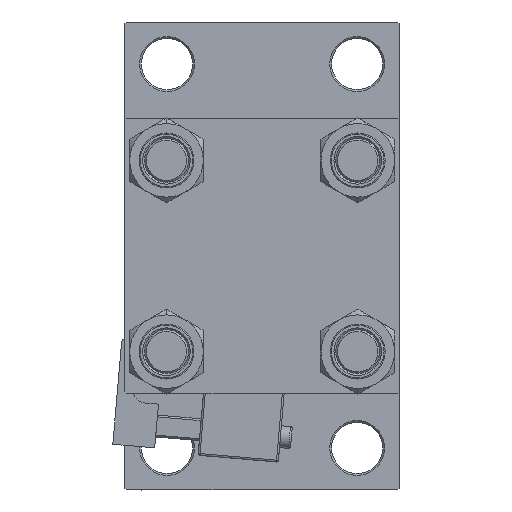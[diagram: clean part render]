
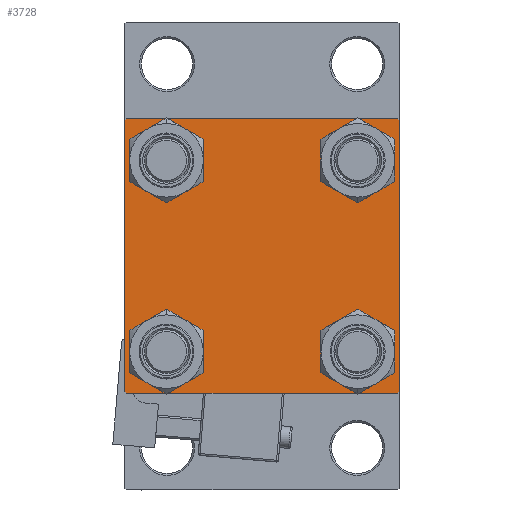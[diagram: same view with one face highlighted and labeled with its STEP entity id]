
A CAD part, left-side view. The second image highlights one B-rep face of the part: STEP entity #3728.
In plain terms, the highlighted planar face has unit normal (-1, 0, 0).
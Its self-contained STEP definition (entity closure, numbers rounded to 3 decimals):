
#178 = EDGE_CURVE ( 'NONE', #2187, #35946, #8953, .T. ) ;
#814 = LINE ( 'NONE', #27655, #22709 ) ;
#1333 = CARTESIAN_POINT ( 'NONE',  ( 0., 37.5, -37. ) ) ;
#1461 = CARTESIAN_POINT ( 'NONE',  ( 0., 26.15, 26.15 ) ) ;
#1757 = ORIENTED_EDGE ( 'NONE', *, *, #2830, .T. ) ;
#2013 = DIRECTION ( 'NONE',  ( 1., 0., 0. ) ) ;
#2187 = VERTEX_POINT ( 'NONE', #17999 ) ;
#2830 = EDGE_CURVE ( 'NONE', #35089, #17136, #13517, .T. ) ;
#3013 = ORIENTED_EDGE ( 'NONE', *, *, #45381, .T. ) ;
#3728 = ADVANCED_FACE ( 'NONE', ( #12983, #17273, #5381, #21316, #43848 ), #24358, .T. ) ;
#4399 = VERTEX_POINT ( 'NONE', #11613 ) ;
#4612 = DIRECTION ( 'NONE',  ( 0., 0.707, -0.707 ) ) ;
#4634 = VERTEX_POINT ( 'NONE', #33096 ) ;
#5381 = FACE_BOUND ( 'NONE', #9500, .T. ) ;
#6377 = CARTESIAN_POINT ( 'NONE',  ( 0., 37.5, 37.5 ) ) ;
#6400 = CIRCLE ( 'NONE', #8835, 6.5 ) ;
#7439 = CARTESIAN_POINT ( 'NONE',  ( 0., -26.15, 19.65 ) ) ;
#7908 = EDGE_CURVE ( 'NONE', #33822, #44996, #12857, .T. ) ;
#8363 = VERTEX_POINT ( 'NONE', #1333 ) ;
#8398 = CARTESIAN_POINT ( 'NONE',  ( 0., 26.15, 26.15 ) ) ;
#8835 = AXIS2_PLACEMENT_3D ( 'NONE', #8398, #35717, #9397 ) ;
#8953 = CIRCLE ( 'NONE', #26751, 6.5 ) ;
#9134 = AXIS2_PLACEMENT_3D ( 'NONE', #24998, #25503, #9828 ) ;
#9374 = ORIENTED_EDGE ( 'NONE', *, *, #31254, .T. ) ;
#9397 = DIRECTION ( 'NONE',  ( 0., 0., 1. ) ) ;
#9500 = EDGE_LOOP ( 'NONE', ( #1757, #37982 ) ) ;
#9563 = VECTOR ( 'NONE', #43145, 1000. ) ;
#9828 = DIRECTION ( 'NONE',  ( 0., 0., 1. ) ) ;
#10212 = EDGE_CURVE ( 'NONE', #37131, #31842, #34528, .T. ) ;
#10607 = EDGE_CURVE ( 'NONE', #44996, #33822, #12167, .T. ) ;
#11459 = ORIENTED_EDGE ( 'NONE', *, *, #13967, .F. ) ;
#11505 = EDGE_CURVE ( 'NONE', #21404, #19519, #814, .T. ) ;
#11509 = EDGE_CURVE ( 'NONE', #46459, #41708, #31449, .T. ) ;
#11613 = CARTESIAN_POINT ( 'NONE',  ( 0., -26.15, -19.65 ) ) ;
#12161 = VECTOR ( 'NONE', #25505, 1000. ) ;
#12167 = CIRCLE ( 'NONE', #21885, 6.5 ) ;
#12778 = CARTESIAN_POINT ( 'NONE',  ( 0., 37.25, -37.25 ) ) ;
#12797 = VERTEX_POINT ( 'NONE', #41901 ) ;
#12857 = CIRCLE ( 'NONE', #16099, 6.5 ) ;
#12983 = FACE_BOUND ( 'NONE', #18842, .T. ) ;
#13038 = VECTOR ( 'NONE', #4612, 1000. ) ;
#13133 = CARTESIAN_POINT ( 'NONE',  ( 0., -37.5, 37.5 ) ) ;
#13517 = CIRCLE ( 'NONE', #32070, 6.5 ) ;
#13959 = DIRECTION ( 'NONE',  ( 0., 0., 1. ) ) ;
#13967 = EDGE_CURVE ( 'NONE', #21404, #4634, #17178, .T. ) ;
#14494 = DIRECTION ( 'NONE',  ( 1., 0., 0. ) ) ;
#14965 = VECTOR ( 'NONE', #39058, 1000. ) ;
#15109 = CARTESIAN_POINT ( 'NONE',  ( 0., 26.15, -19.65 ) ) ;
#15767 = DIRECTION ( 'NONE',  ( 1., 0., 0. ) ) ;
#15813 = CIRCLE ( 'NONE', #18267, 6.5 ) ;
#16099 = AXIS2_PLACEMENT_3D ( 'NONE', #32149, #2013, #25970 ) ;
#16269 = CARTESIAN_POINT ( 'NONE',  ( 0., 26.15, -26.15 ) ) ;
#16368 = CARTESIAN_POINT ( 'NONE',  ( 0., -37.25, -37.25 ) ) ;
#16763 = CARTESIAN_POINT ( 'NONE',  ( 0., 37.25, 37.25 ) ) ;
#17136 = VERTEX_POINT ( 'NONE', #26860 ) ;
#17178 = LINE ( 'NONE', #13133, #12161 ) ;
#17273 = FACE_BOUND ( 'NONE', #28481, .T. ) ;
#17999 = CARTESIAN_POINT ( 'NONE',  ( 0., 26.15, 19.65 ) ) ;
#18267 = AXIS2_PLACEMENT_3D ( 'NONE', #46655, #20581, #46397 ) ;
#18463 = EDGE_LOOP ( 'NONE', ( #3013, #31336 ) ) ;
#18539 = EDGE_CURVE ( 'NONE', #17136, #35089, #37409, .T. ) ;
#18842 = EDGE_LOOP ( 'NONE', ( #39074, #29267 ) ) ;
#19178 = ORIENTED_EDGE ( 'NONE', *, *, #22233, .T. ) ;
#19519 = VERTEX_POINT ( 'NONE', #46757 ) ;
#19910 = ORIENTED_EDGE ( 'NONE', *, *, #11509, .T. ) ;
#20550 = EDGE_LOOP ( 'NONE', ( #44365, #36872, #34895, #23117, #11459, #49519, #41571, #19910 ) ) ;
#20581 = DIRECTION ( 'NONE',  ( 1., 0., 0. ) ) ;
#20797 = CARTESIAN_POINT ( 'NONE',  ( 0., 37.5, 37. ) ) ;
#21316 = FACE_BOUND ( 'NONE', #18463, .T. ) ;
#21404 = VERTEX_POINT ( 'NONE', #36776 ) ;
#21885 = AXIS2_PLACEMENT_3D ( 'NONE', #40774, #24831, #13959 ) ;
#22162 = CIRCLE ( 'NONE', #45556, 6.5 ) ;
#22233 = EDGE_CURVE ( 'NONE', #4399, #12797, #22162, .T. ) ;
#22709 = VECTOR ( 'NONE', #28394, 1000. ) ;
#23117 = ORIENTED_EDGE ( 'NONE', *, *, #38973, .T. ) ;
#23465 = LINE ( 'NONE', #16368, #32938 ) ;
#23612 = LINE ( 'NONE', #27411, #14965 ) ;
#24358 = PLANE ( 'NONE',  #36956 ) ;
#24831 = DIRECTION ( 'NONE',  ( 1., 0., 0. ) ) ;
#24998 = CARTESIAN_POINT ( 'NONE',  ( 0., 26.15, -26.15 ) ) ;
#25210 = EDGE_CURVE ( 'NONE', #41708, #8363, #23612, .T. ) ;
#25503 = DIRECTION ( 'NONE',  ( 1., 0., 0. ) ) ;
#25505 = DIRECTION ( 'NONE',  ( 0., 0., -1. ) ) ;
#25820 = CARTESIAN_POINT ( 'NONE',  ( 0., 37., 37.5 ) ) ;
#25970 = DIRECTION ( 'NONE',  ( 0., 0., 1. ) ) ;
#26751 = AXIS2_PLACEMENT_3D ( 'NONE', #1461, #33098, #48785 ) ;
#26860 = CARTESIAN_POINT ( 'NONE',  ( 0., 26.15, -32.65 ) ) ;
#27411 = CARTESIAN_POINT ( 'NONE',  ( 0., 37.5, 37.5 ) ) ;
#27655 = CARTESIAN_POINT ( 'NONE',  ( 0., -37.25, 37.25 ) ) ;
#28394 = DIRECTION ( 'NONE',  ( 0., 0.707, 0.707 ) ) ;
#28409 = DIRECTION ( 'NONE',  ( 0., 0., 1. ) ) ;
#28481 = EDGE_LOOP ( 'NONE', ( #19178, #9374 ) ) ;
#29161 = CARTESIAN_POINT ( 'NONE',  ( 0., 0., 0. ) ) ;
#29267 = ORIENTED_EDGE ( 'NONE', *, *, #10607, .T. ) ;
#30737 = DIRECTION ( 'NONE',  ( 0., -1., 0. ) ) ;
#31254 = EDGE_CURVE ( 'NONE', #12797, #4399, #15813, .T. ) ;
#31336 = ORIENTED_EDGE ( 'NONE', *, *, #178, .T. ) ;
#31375 = EDGE_CURVE ( 'NONE', #46459, #19519, #32971, .T. ) ;
#31449 = LINE ( 'NONE', #16763, #13038 ) ;
#31708 = DIRECTION ( 'NONE',  ( 0., 0., 1. ) ) ;
#31842 = VERTEX_POINT ( 'NONE', #47224 ) ;
#32070 = AXIS2_PLACEMENT_3D ( 'NONE', #16269, #15767, #31708 ) ;
#32149 = CARTESIAN_POINT ( 'NONE',  ( 0., -26.15, 26.15 ) ) ;
#32938 = VECTOR ( 'NONE', #43194, 1000. ) ;
#32971 = LINE ( 'NONE', #6377, #46518 ) ;
#33096 = CARTESIAN_POINT ( 'NONE',  ( 0., -37.5, -37. ) ) ;
#33098 = DIRECTION ( 'NONE',  ( 1., 0., 0. ) ) ;
#33822 = VERTEX_POINT ( 'NONE', #34583 ) ;
#33973 = DIRECTION ( 'NONE',  ( 0., 0., 1. ) ) ;
#34528 = LINE ( 'NONE', #34787, #34808 ) ;
#34583 = CARTESIAN_POINT ( 'NONE',  ( 0., -26.15, 32.65 ) ) ;
#34787 = CARTESIAN_POINT ( 'NONE',  ( 0., 37.5, -37.5 ) ) ;
#34808 = VECTOR ( 'NONE', #30737, 1000. ) ;
#34895 = ORIENTED_EDGE ( 'NONE', *, *, #10212, .T. ) ;
#35089 = VERTEX_POINT ( 'NONE', #15109 ) ;
#35717 = DIRECTION ( 'NONE',  ( 1., 0., 0. ) ) ;
#35946 = VERTEX_POINT ( 'NONE', #37896 ) ;
#36054 = LINE ( 'NONE', #12778, #9563 ) ;
#36776 = CARTESIAN_POINT ( 'NONE',  ( 0., -37.5, 37. ) ) ;
#36872 = ORIENTED_EDGE ( 'NONE', *, *, #40277, .T. ) ;
#36956 = AXIS2_PLACEMENT_3D ( 'NONE', #29161, #47896, #28409 ) ;
#37131 = VERTEX_POINT ( 'NONE', #47997 ) ;
#37409 = CIRCLE ( 'NONE', #9134, 6.5 ) ;
#37896 = CARTESIAN_POINT ( 'NONE',  ( 0., 26.15, 32.65 ) ) ;
#37982 = ORIENTED_EDGE ( 'NONE', *, *, #18539, .T. ) ;
#38973 = EDGE_CURVE ( 'NONE', #31842, #4634, #23465, .T. ) ;
#39058 = DIRECTION ( 'NONE',  ( 0., 0., -1. ) ) ;
#39074 = ORIENTED_EDGE ( 'NONE', *, *, #7908, .T. ) ;
#40066 = DIRECTION ( 'NONE',  ( 0., -1., 0. ) ) ;
#40277 = EDGE_CURVE ( 'NONE', #8363, #37131, #36054, .T. ) ;
#40774 = CARTESIAN_POINT ( 'NONE',  ( 0., -26.15, 26.15 ) ) ;
#41571 = ORIENTED_EDGE ( 'NONE', *, *, #31375, .F. ) ;
#41708 = VERTEX_POINT ( 'NONE', #20797 ) ;
#41901 = CARTESIAN_POINT ( 'NONE',  ( 0., -26.15, -32.65 ) ) ;
#43145 = DIRECTION ( 'NONE',  ( 0., -0.707, -0.707 ) ) ;
#43194 = DIRECTION ( 'NONE',  ( 0., -0.707, 0.707 ) ) ;
#43848 = FACE_OUTER_BOUND ( 'NONE', #20550, .T. ) ;
#44365 = ORIENTED_EDGE ( 'NONE', *, *, #25210, .T. ) ;
#44996 = VERTEX_POINT ( 'NONE', #7439 ) ;
#45381 = EDGE_CURVE ( 'NONE', #35946, #2187, #6400, .T. ) ;
#45556 = AXIS2_PLACEMENT_3D ( 'NONE', #48925, #14494, #33973 ) ;
#46397 = DIRECTION ( 'NONE',  ( 0., 0., 1. ) ) ;
#46459 = VERTEX_POINT ( 'NONE', #25820 ) ;
#46518 = VECTOR ( 'NONE', #40066, 1000. ) ;
#46655 = CARTESIAN_POINT ( 'NONE',  ( 0., -26.15, -26.15 ) ) ;
#46757 = CARTESIAN_POINT ( 'NONE',  ( 0., -37., 37.5 ) ) ;
#47224 = CARTESIAN_POINT ( 'NONE',  ( 0., -37., -37.5 ) ) ;
#47896 = DIRECTION ( 'NONE',  ( -1., 0., 0. ) ) ;
#47997 = CARTESIAN_POINT ( 'NONE',  ( 0., 37., -37.5 ) ) ;
#48785 = DIRECTION ( 'NONE',  ( 0., 0., 1. ) ) ;
#48925 = CARTESIAN_POINT ( 'NONE',  ( 0., -26.15, -26.15 ) ) ;
#49519 = ORIENTED_EDGE ( 'NONE', *, *, #11505, .T. ) ;
